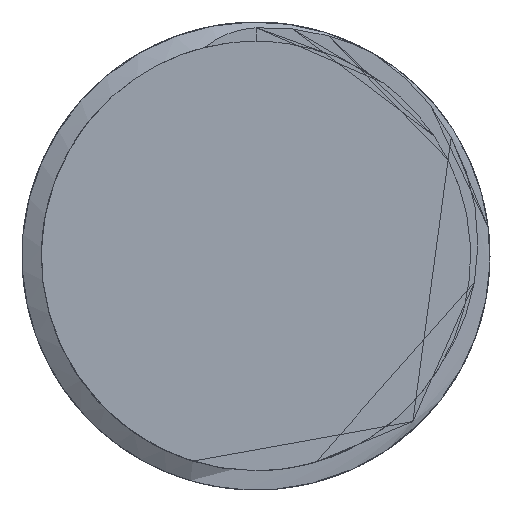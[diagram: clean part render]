
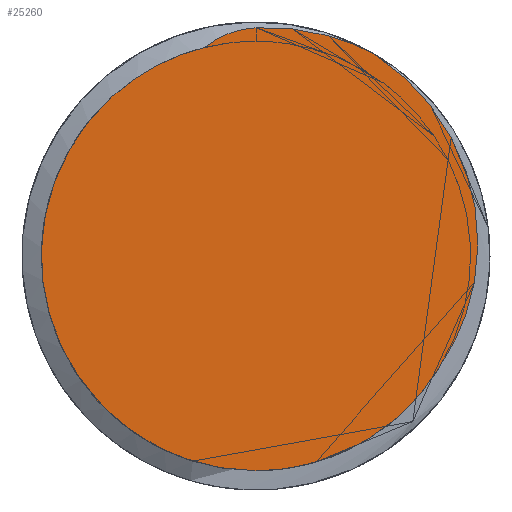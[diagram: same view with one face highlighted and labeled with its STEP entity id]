
A CAD part, left-side view. The second image highlights one B-rep face of the part: STEP entity #25260.
In plain terms, the highlighted free-form (B-spline) face has degree [1, 1] with [2, 2] control points.
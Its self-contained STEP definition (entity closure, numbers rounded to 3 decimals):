
#1470=CARTESIAN_POINT('',(13.455,-3.006,5.186));
#1471=VERTEX_POINT('',#1470);
#1692=CARTESIAN_POINT('',(13.455,-4.799,-2.687));
#1693=VERTEX_POINT('',#1692);
#1694=CARTESIAN_POINT('',(13.455,-3.006,5.186));
#1695=CARTESIAN_POINT('',(13.455,-5.607,3.512));
#1696=CARTESIAN_POINT('',(13.455,-6.48,0.106));
#1697=CARTESIAN_POINT('',(13.455,-4.863,-2.585));
#1698=CARTESIAN_POINT('',(13.455,-4.821,-2.653));
#1699=CARTESIAN_POINT('',(13.455,-4.799,-2.687));
#1700=B_SPLINE_CURVE_WITH_KNOTS('',3,(#1694,#1695,#1696,#1697,#1698,#1699),.UNSPECIFIED.,.F.,.U.,(4,2,4),(0.,1.,1.013),.UNSPECIFIED.);
#1701=EDGE_CURVE('',#1471,#1693,#1700,.T.);
#2877=CARTESIAN_POINT('',(13.455,0.,5.846));
#2878=VERTEX_POINT('',#2877);
#2884=CARTESIAN_POINT('',(13.455,0.,5.846));
#2885=CARTESIAN_POINT('',(13.455,-1.041,5.9));
#2886=CARTESIAN_POINT('',(13.455,-2.081,5.666));
#2887=CARTESIAN_POINT('',(13.455,-3.006,5.186));
#2888=B_SPLINE_CURVE_WITH_KNOTS('',3,(#2884,#2885,#2886,#2887),.UNSPECIFIED.,.F.,.U.,(4,4),(0.,1.),.UNSPECIFIED.);
#2889=EDGE_CURVE('',#2878,#1471,#2888,.T.);
#3446=CARTESIAN_POINT('',(13.455,0.,-5.5));
#3447=VERTEX_POINT('',#3446);
#3448=CARTESIAN_POINT('',(13.455,1.329,5.337));
#3449=VERTEX_POINT('',#3448);
#3450=CARTESIAN_POINT('',(13.455,0.,-5.5));
#3451=CARTESIAN_POINT('',(13.455,9.526,-5.5));
#3452=CARTESIAN_POINT('',(13.455,4.763,2.75));
#3453=CARTESIAN_POINT('',(13.455,3.595,4.772));
#3454=CARTESIAN_POINT('',(13.455,1.329,5.337));
#3455=(BOUNDED_CURVE()B_SPLINE_CURVE(2,(#3450,#3451,#3452,#3453,#3454),.CIRCULAR_ARC.,.F.,.U.)B_SPLINE_CURVE_WITH_KNOTS((3,2,3),(0.,0.333,0.465),.UNSPECIFIED.)CURVE()GEOMETRIC_REPRESENTATION_ITEM()RATIONAL_B_SPLINE_CURVE((1.,0.5,1.,0.803,0.761))REPRESENTATION_ITEM(''));
#3456=EDGE_CURVE('',#3447,#3449,#3455,.T.);
#5920=CARTESIAN_POINT('',(13.455,-4.799,-2.687));
#5921=CARTESIAN_POINT('',(13.455,-3.224,-5.5));
#5922=CARTESIAN_POINT('',(13.455,0.,-5.5));
#5923=(BOUNDED_CURVE()B_SPLINE_CURVE(2,(#5920,#5921,#5922),.CIRCULAR_ARC.,.F.,.U.)B_SPLINE_CURVE_WITH_KNOTS((3,3),(0.831,1.),.UNSPECIFIED.)CURVE()GEOMETRIC_REPRESENTATION_ITEM()RATIONAL_B_SPLINE_CURVE((0.75,0.747,1.))REPRESENTATION_ITEM(''));
#5924=EDGE_CURVE('',#1693,#3447,#5923,.T.);
#5939=CARTESIAN_POINT('',(13.455,1.329,5.337));
#5940=CARTESIAN_POINT('',(13.455,0.965,5.632));
#5941=CARTESIAN_POINT('',(13.455,0.505,5.819));
#5942=CARTESIAN_POINT('',(13.455,0.,5.846));
#5943=B_SPLINE_CURVE_WITH_KNOTS('',3,(#5939,#5940,#5941,#5942),.UNSPECIFIED.,.F.,.U.,(4,4),(0.616,1.),.UNSPECIFIED.);
#5944=EDGE_CURVE('',#3449,#2878,#5943,.T.);
#25248=CARTESIAN_POINT('',(13.455,71.668,73.142));
#25249=CARTESIAN_POINT('',(13.455,-71.668,73.142));
#25250=CARTESIAN_POINT('',(13.455,71.668,-70.195));
#25251=CARTESIAN_POINT('',(13.455,-71.668,-70.195));
#25252=B_SPLINE_SURFACE_WITH_KNOTS('',1,1,((#25248,#25249),(#25250,#25251)),.PLANE_SURF.,.F.,.F.,.U.,(2,2),(2,2),(0.,1.),(0.,1.),.UNSPECIFIED.);
#25253=ORIENTED_EDGE('',*,*,#3456,.F.);
#25254=ORIENTED_EDGE('',*,*,#5924,.F.);
#25255=ORIENTED_EDGE('',*,*,#1701,.F.);
#25256=ORIENTED_EDGE('',*,*,#2889,.F.);
#25257=ORIENTED_EDGE('',*,*,#5944,.F.);
#25258=EDGE_LOOP('',(#25253,#25254,#25255,#25256,#25257));
#25259=FACE_OUTER_BOUND('',#25258,.T.);
#25260=ADVANCED_FACE('',(#25259),#25252,.T.);
